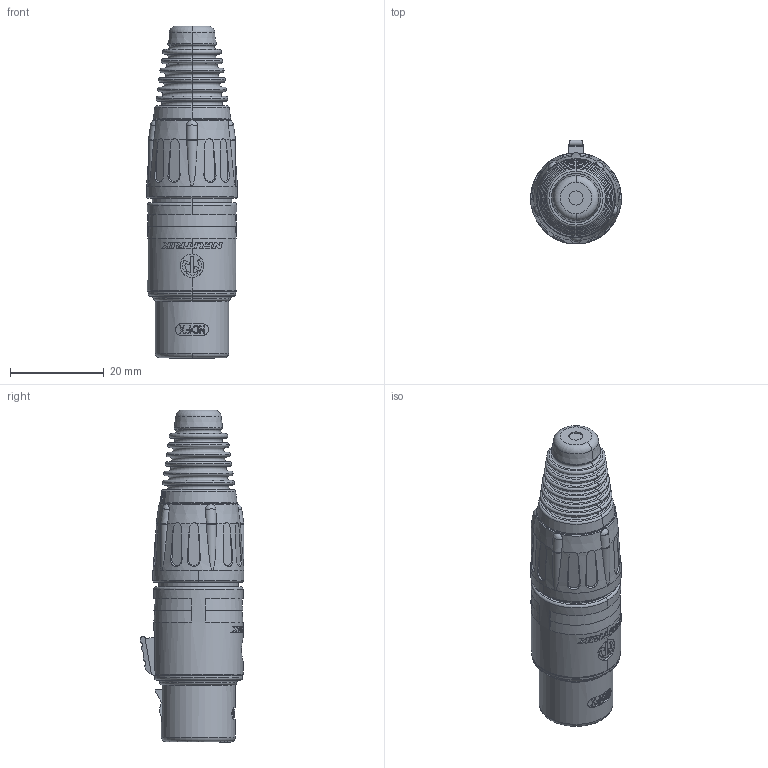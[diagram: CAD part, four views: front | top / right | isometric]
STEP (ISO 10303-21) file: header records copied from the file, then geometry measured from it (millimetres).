
FILE_DESCRIPTION((''),'2;1');
FILE_NAME('NC5FX','2019-04-25T',('odo'),(''),'CREO PARAMETRIC BY PTC INC, 2018360','CREO PARAMETRIC BY PTC INC, 2018360','');
FILE_SCHEMA(('CONFIG_CONTROL_DESIGN'));
Length unit declared in the file: millimetre
Products named in the file (1): NC5FX
Bounding box: 19.35 x 22.13 x 70.7 mm (x, y, z)
Volume: 15329.1 mm3; surface area: 5552.1 mm2
Topology: 1 solids, 2 shells, 1055 faces, 2857 edges, 1871 vertices
Faces by surface type: plane 764, cylinder 109, torus 81, cone 56, bspline 24, sphere 17, extrusion 4
Entity records: 35345 total; most frequent: CARTESIAN_POINT 9639, ORIENTED_EDGE 5704, DIRECTION 4887, EDGE_CURVE 2852, VERTEX_POINT 1871, AXIS2_PLACEMENT_3D 1769, VECTOR 1349, LINE 1345
